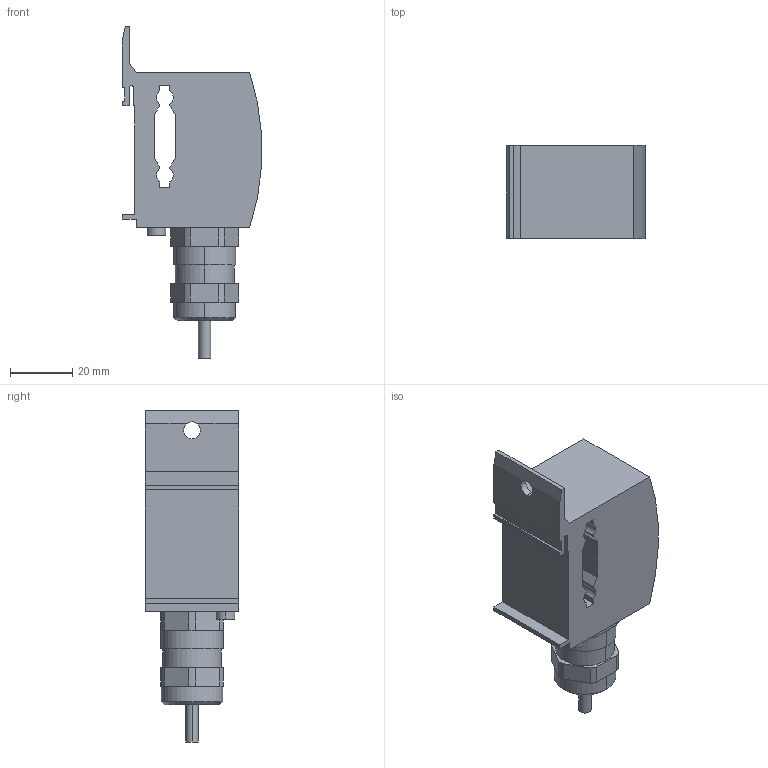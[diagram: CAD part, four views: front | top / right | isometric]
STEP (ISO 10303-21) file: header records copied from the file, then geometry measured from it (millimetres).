
FILE_DESCRIPTION(('starvars output'),'2;1');
FILE_NAME('cv20171102151828000110848.stp','15:18:28 2017/11/02',( 'Thomas Industrial Network Germany GmbH'),( 'Thomas Industrial Network Germany GmbH'),'unknown preprocess','ACIS' ,'unknown authorization');
FILE_SCHEMA(('AUTOMOTIVE_DESIGN_CC2 {UNKNOWN IMPLEMENTATION LEVEL}'));
Length unit declared in the file: millimetre
Products named in the file (1): PRODUCT_ID_1
Bounding box: 44.84 x 30 x 107 mm (x, y, z)
Volume: 65956.3 mm3; surface area: 15244.5 mm2
Topology: 1 solids, 1 shells, 98 faces, 263 edges, 172 vertices
Faces by surface type: plane 62, cylinder 34, cone 2
Entity records: 3441 total; most frequent: ORIENTED_EDGE 526, CARTESIAN_POINT 429, DIRECTION 350, EDGE_CURVE 263, VERTEX_POINT 172, VECTOR 164, LINE 164, EDGE_LOOP 107
